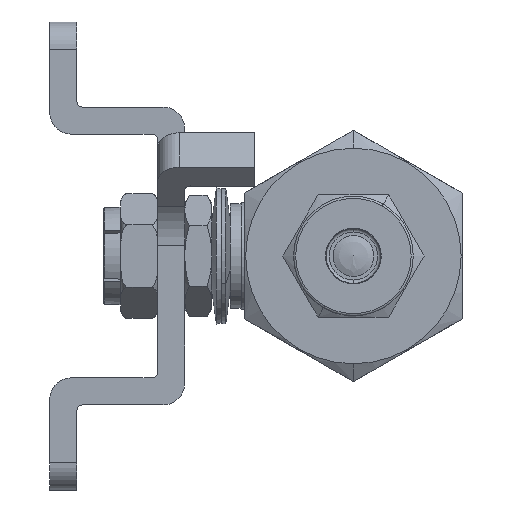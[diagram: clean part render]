
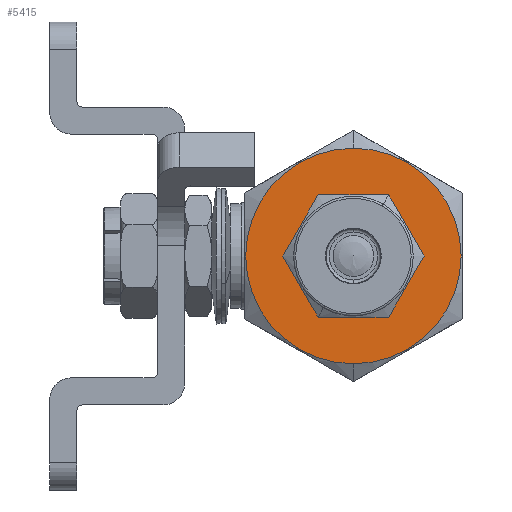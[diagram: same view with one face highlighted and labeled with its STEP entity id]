
A CAD part, left-side view. The second image highlights one B-rep face of the part: STEP entity #5415.
In plain terms, the highlighted planar face has unit normal (-1, 0, 0).
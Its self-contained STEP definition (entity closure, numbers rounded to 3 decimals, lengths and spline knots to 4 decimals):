
#227 = ORIENTED_EDGE ( 'NONE', *, *, #29685, .T. ) ;
#1727 = VERTEX_POINT ( 'NONE', #36684 ) ;
#2789 = DIRECTION ( 'NONE',  ( 1., 0., 0. ) ) ;
#3569 = CIRCLE ( 'NONE', #30491, 0.234 ) ;
#4056 = CARTESIAN_POINT ( 'NONE',  ( -1.088, 0., 0.234 ) ) ;
#5415 = ADVANCED_FACE ( 'NONE', ( #28671, #37366 ), #6341, .F. ) ;
#5515 = CARTESIAN_POINT ( 'NONE',  ( -1.088, 0., 0. ) ) ;
#6125 = DIRECTION ( 'NONE',  ( 0., 0., -1. ) ) ;
#6187 = DIRECTION ( 'NONE',  ( 1., 0., 0. ) ) ;
#6256 = AXIS2_PLACEMENT_3D ( 'NONE', #24925, #2789, #28565 ) ;
#6326 = AXIS2_PLACEMENT_3D ( 'NONE', #6661, #6187, #6125 ) ;
#6341 = PLANE ( 'NONE',  #6326 ) ;
#6661 = CARTESIAN_POINT ( 'NONE',  ( -1.088, 0.216, 0. ) ) ;
#7360 = CIRCLE ( 'NONE', #19327, 0.495 ) ;
#7732 = EDGE_LOOP ( 'NONE', ( #15758, #9960 ) ) ;
#9256 = DIRECTION ( 'NONE',  ( 0., 0., -1. ) ) ;
#9389 = AXIS2_PLACEMENT_3D ( 'NONE', #5515, #31355, #9256 ) ;
#9960 = ORIENTED_EDGE ( 'NONE', *, *, #27243, .F. ) ;
#10597 = CARTESIAN_POINT ( 'NONE',  ( -1.088, 0., 0. ) ) ;
#14258 = DIRECTION ( 'NONE',  ( 0., 0., -1. ) ) ;
#14334 = VERTEX_POINT ( 'NONE', #26125 ) ;
#15758 = ORIENTED_EDGE ( 'NONE', *, *, #21337, .F. ) ;
#16899 = DIRECTION ( 'NONE',  ( 1., 0., 0. ) ) ;
#17958 = VERTEX_POINT ( 'NONE', #4056 ) ;
#18552 = VERTEX_POINT ( 'NONE', #42378 ) ;
#19327 = AXIS2_PLACEMENT_3D ( 'NONE', #38932, #16899, #42624 ) ;
#21337 = EDGE_CURVE ( 'NONE', #18552, #1727, #7360, .T. ) ;
#24122 = CIRCLE ( 'NONE', #9389, 0.234 ) ;
#24925 = CARTESIAN_POINT ( 'NONE',  ( -1.088, 0., 0. ) ) ;
#26125 = CARTESIAN_POINT ( 'NONE',  ( -1.088, 0., -0.234 ) ) ;
#27243 = EDGE_CURVE ( 'NONE', #1727, #18552, #41337, .T. ) ;
#28565 = DIRECTION ( 'NONE',  ( 0., 0., -1. ) ) ;
#28671 = FACE_BOUND ( 'NONE', #44568, .T. ) ;
#29685 = EDGE_CURVE ( 'NONE', #14334, #17958, #24122, .T. ) ;
#30491 = AXIS2_PLACEMENT_3D ( 'NONE', #10597, #36483, #14258 ) ;
#31355 = DIRECTION ( 'NONE',  ( 1., 0., 0. ) ) ;
#34125 = ORIENTED_EDGE ( 'NONE', *, *, #44327, .T. ) ;
#36483 = DIRECTION ( 'NONE',  ( 1., 0., 0. ) ) ;
#36684 = CARTESIAN_POINT ( 'NONE',  ( -1.088, 0., 0.495 ) ) ;
#37366 = FACE_OUTER_BOUND ( 'NONE', #7732, .T. ) ;
#38932 = CARTESIAN_POINT ( 'NONE',  ( -1.088, 0., 0. ) ) ;
#41337 = CIRCLE ( 'NONE', #6256, 0.495 ) ;
#42378 = CARTESIAN_POINT ( 'NONE',  ( -1.088, 0., -0.495 ) ) ;
#42624 = DIRECTION ( 'NONE',  ( 0., 0., -1. ) ) ;
#44327 = EDGE_CURVE ( 'NONE', #17958, #14334, #3569, .T. ) ;
#44568 = EDGE_LOOP ( 'NONE', ( #227, #34125 ) ) ;
